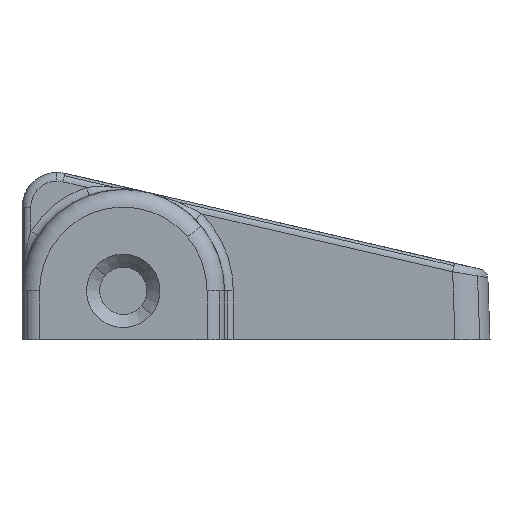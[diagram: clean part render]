
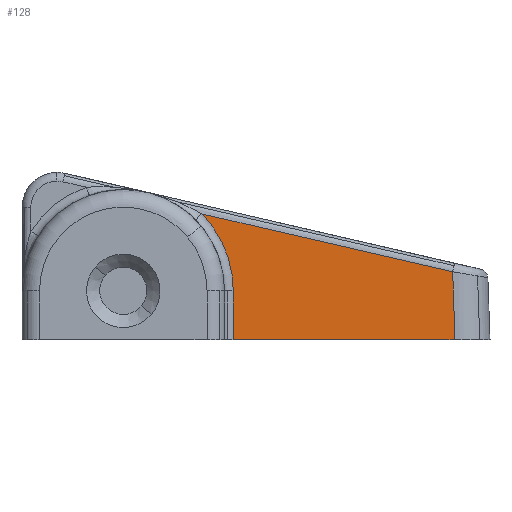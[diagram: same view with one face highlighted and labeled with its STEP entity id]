
A CAD part, left-side view. The second image highlights one B-rep face of the part: STEP entity #128.
In plain terms, the highlighted planar face has unit normal (-1, 0, 0).
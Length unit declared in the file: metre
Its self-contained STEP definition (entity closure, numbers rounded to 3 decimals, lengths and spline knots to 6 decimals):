
#128=ADVANCED_FACE('9:2218',(#392),#393,.F.);
#392=FACE_OUTER_BOUND('',#2589,.T.);
#393=PLANE('',#2590);
#2589=EDGE_LOOP('',(#6023,#6024,#6025,#6026,#6027));
#2590=AXIS2_PLACEMENT_3D('',#6028,#6029,#6030);
#6023=ORIENTED_EDGE('',*,*,#7200,.F.);
#6024=ORIENTED_EDGE('',*,*,#7165,.F.);
#6025=ORIENTED_EDGE('',*,*,#7205,.T.);
#6026=ORIENTED_EDGE('',*,*,#7206,.F.);
#6027=ORIENTED_EDGE('',*,*,#7207,.F.);
#6028=CARTESIAN_POINT('',(-0.044307,-0.042351,-0.032076));
#6029=DIRECTION('',(1.0,0.,0.));
#6030=DIRECTION('',(0.,0.899,0.438));
#7165=EDGE_CURVE('0:668',#7852,#7854,#7855,.T.);
#7200=EDGE_CURVE('9:3649',#7854,#7900,#7907,.T.);
#7205=EDGE_CURVE('0:527',#7852,#7913,#7914,.F.);
#7206=EDGE_CURVE('0:674',#7915,#7913,#7916,.T.);
#7207=EDGE_CURVE('0:677',#7900,#7915,#7917,.T.);
#7852=VERTEX_POINT('',#8890);
#7854=VERTEX_POINT('',#8892);
#7855=LINE('',#8893,#8894);
#7900=VERTEX_POINT('',#9096);
#7907=CIRCLE('',#9138,0.006293);
#7913=VERTEX_POINT('',#9156);
#7914=LINE('',#9157,#9158);
#7915=VERTEX_POINT('',#9159);
#7916=LINE('',#9160,#9161);
#7917=LINE('',#9162,#9163);
#8890=CARTESIAN_POINT('',(-0.044307,-0.067263,0.075285));
#8892=CARTESIAN_POINT('',(-0.044307,-0.067263,0.078078));
#8893=CARTESIAN_POINT('',(-0.044307,-0.067263,0.020303));
#8894=VECTOR('',#10160,1.0);
#9096=CARTESIAN_POINT('',(-0.044307,-0.065468,0.082479));
#9138=AXIS2_PLACEMENT_3D('',#10232,#10233,#10234);
#9156=CARTESIAN_POINT('',(-0.044307,-0.07995,0.075285));
#9157=CARTESIAN_POINT('',(-0.044307,-0.046966,0.075285));
#9158=VECTOR('',#10242,1.0);
#9159=CARTESIAN_POINT('',(-0.044307,-0.079814,0.079167));
#9160=CARTESIAN_POINT('',(-0.044307,-0.082224,0.010154));
#9161=VECTOR('',#10243,1.);
#9162=CARTESIAN_POINT('',(-0.044307,-0.068834,0.081702));
#9163=VECTOR('',#10244,1.0);
#10160=DIRECTION('',(0.,0.,1.0));
#10232=CARTESIAN_POINT('',(-0.044307,-0.06097,0.078078));
#10233=DIRECTION('',(-1.0,0.,0.));
#10234=DIRECTION('',(0.,-0.894,0.448));
#10242=DIRECTION('',(0.,1.0,0.));
#10243=DIRECTION('',(0.,-0.035,-0.999));
#10244=DIRECTION('',(0.,-0.974,-0.225));
